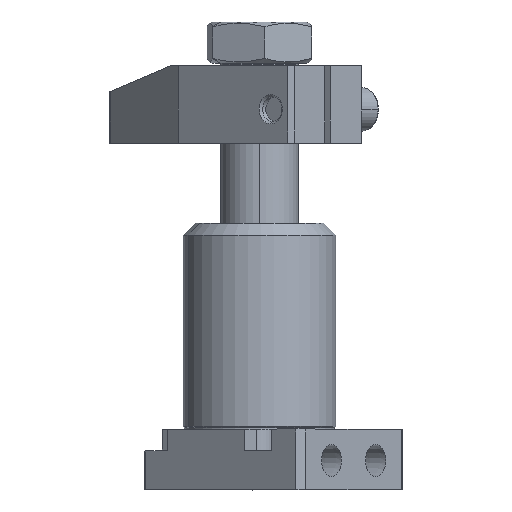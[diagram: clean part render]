
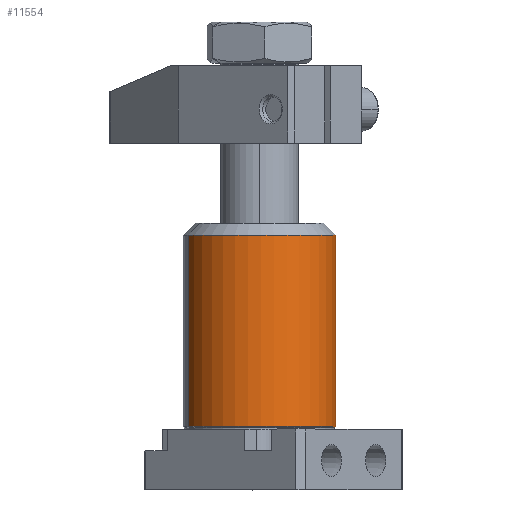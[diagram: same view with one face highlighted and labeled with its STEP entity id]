
A CAD part, top view. The second image highlights one B-rep face of the part: STEP entity #11554.
In plain terms, the highlighted cylindrical face has radius 31.5 mm (diameter 63 mm), a partial arc.
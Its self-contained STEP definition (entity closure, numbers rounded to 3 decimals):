
#1 = FACE_OUTER_BOUND ( 'NONE', #9957, .T. ) ;
#307 = DIRECTION ( 'NONE',  ( 1., 0., 0. ) ) ;
#725 = VECTOR ( 'NONE', #11399, 1000. ) ;
#1084 = LINE ( 'NONE', #4836, #725 ) ;
#1220 = ORIENTED_EDGE ( 'NONE', *, *, #6846, .F. ) ;
#1396 = CARTESIAN_POINT ( 'NONE',  ( 0., -18.487, 0. ) ) ;
#2118 = AXIS2_PLACEMENT_3D ( 'NONE', #10146, #3549, #11264 ) ;
#2970 = AXIS2_PLACEMENT_3D ( 'NONE', #1396, #11284, #6910 ) ;
#3136 = CARTESIAN_POINT ( 'NONE',  ( -31.5, -15.387, 0. ) ) ;
#3327 = CIRCLE ( 'NONE', #2118, 31.5 ) ;
#3549 = DIRECTION ( 'NONE',  ( 0., -1., 0. ) ) ;
#3559 = ORIENTED_EDGE ( 'NONE', *, *, #5153, .T. ) ;
#4836 = CARTESIAN_POINT ( 'NONE',  ( -31.5, -18.487, 0. ) ) ;
#5106 = ORIENTED_EDGE ( 'NONE', *, *, #10309, .T. ) ;
#5153 = EDGE_CURVE ( 'NONE', #12394, #8075, #1084, .T. ) ;
#5316 = CARTESIAN_POINT ( 'NONE',  ( 31.5, -18.487, 0. ) ) ;
#5692 = ORIENTED_EDGE ( 'NONE', *, *, #13164, .T. ) ;
#6242 = LINE ( 'NONE', #5316, #6583 ) ;
#6365 = CIRCLE ( 'NONE', #7270, 31.5 ) ;
#6583 = VECTOR ( 'NONE', #13022, 1000. ) ;
#6846 = EDGE_CURVE ( 'NONE', #8432, #8084, #6242, .T. ) ;
#6910 = DIRECTION ( 'NONE',  ( 1., 0., 0. ) ) ;
#6947 = DIRECTION ( 'NONE',  ( 0., 1., 0. ) ) ;
#7270 = AXIS2_PLACEMENT_3D ( 'NONE', #13530, #6947, #307 ) ;
#8075 = VERTEX_POINT ( 'NONE', #3136 ) ;
#8084 = VERTEX_POINT ( 'NONE', #9754 ) ;
#8432 = VERTEX_POINT ( 'NONE', #11905 ) ;
#9754 = CARTESIAN_POINT ( 'NONE',  ( 31.5, -15.387, 0. ) ) ;
#9957 = EDGE_LOOP ( 'NONE', ( #5106, #3559, #5692, #1220 ) ) ;
#10146 = CARTESIAN_POINT ( 'NONE',  ( 0., 63.513, 0. ) ) ;
#10309 = EDGE_CURVE ( 'NONE', #8432, #12394, #3327, .T. ) ;
#11264 = DIRECTION ( 'NONE',  ( -1., 0., 0. ) ) ;
#11284 = DIRECTION ( 'NONE',  ( 0., -1., 0. ) ) ;
#11399 = DIRECTION ( 'NONE',  ( 0., -1., 0. ) ) ;
#11554 = ADVANCED_FACE ( 'NONE', ( #1 ), #13984, .T. ) ;
#11905 = CARTESIAN_POINT ( 'NONE',  ( 31.5, 63.513, 0. ) ) ;
#12394 = VERTEX_POINT ( 'NONE', #12860 ) ;
#12860 = CARTESIAN_POINT ( 'NONE',  ( -31.5, 63.513, 0. ) ) ;
#13022 = DIRECTION ( 'NONE',  ( 0., -1., 0. ) ) ;
#13164 = EDGE_CURVE ( 'NONE', #8075, #8084, #6365, .T. ) ;
#13530 = CARTESIAN_POINT ( 'NONE',  ( 0., -15.387, 0. ) ) ;
#13984 = CYLINDRICAL_SURFACE ( 'NONE', #2970, 31.5 ) ;
